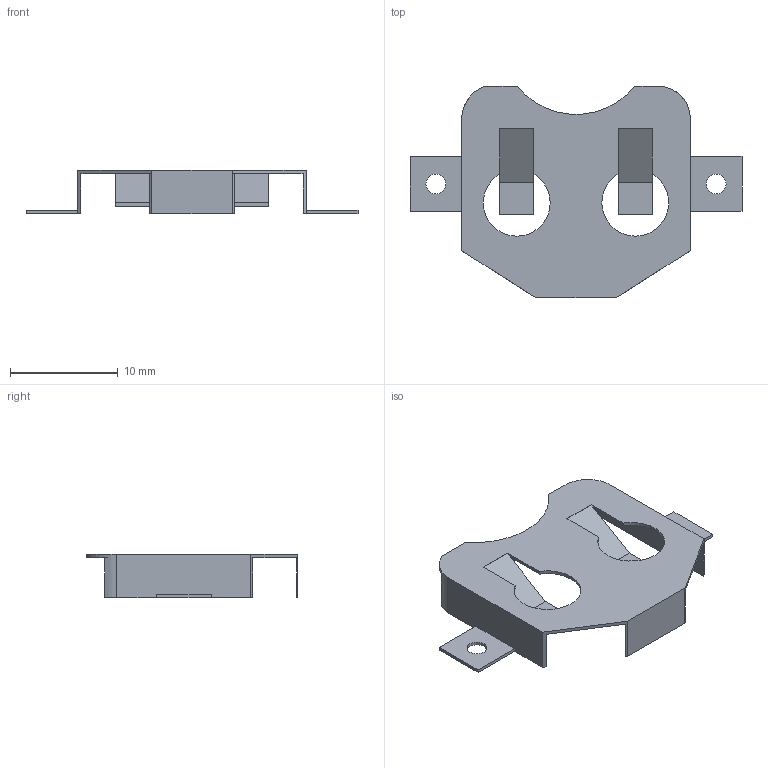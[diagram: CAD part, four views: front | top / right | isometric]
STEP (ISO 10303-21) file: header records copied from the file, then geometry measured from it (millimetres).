
FILE_DESCRIPTION(('FreeCAD Model'),'2;1');
FILE_NAME('Keystone_3002-BatteryHolder.step','2017-08-06T13:34:37',('kicad StepUp'),( 'ksu MCAD'),'Open CASCADE STEP processor 7.1','FreeCAD','Unknown');
FILE_SCHEMA(('AUTOMOTIVE_DESIGN { 1 0 10303 214 1 1 1 1 }'));
Length unit declared in the file: millimetre
Products named in the file (1): Keystone_3002-BatteryHolder
Bounding box: 30.8 x 19.6 x 4 mm (x, y, z)
Volume: 143.7 mm3; surface area: 1074 mm2
Topology: 1 solids, 1 shells, 52 faces, 154 edges, 104 vertices
Faces by surface type: plane 45, cylinder 7
Full cylindrical faces by diameter (mm): 1.85 x2
Entity records: 1767 total; most frequent: CARTESIAN_POINT 311, ORIENTED_EDGE 308, DIRECTION 280, EDGE_CURVE 154, LINE 134, VECTOR 134, VERTEX_POINT 104, AXIS2_PLACEMENT_3D 73
